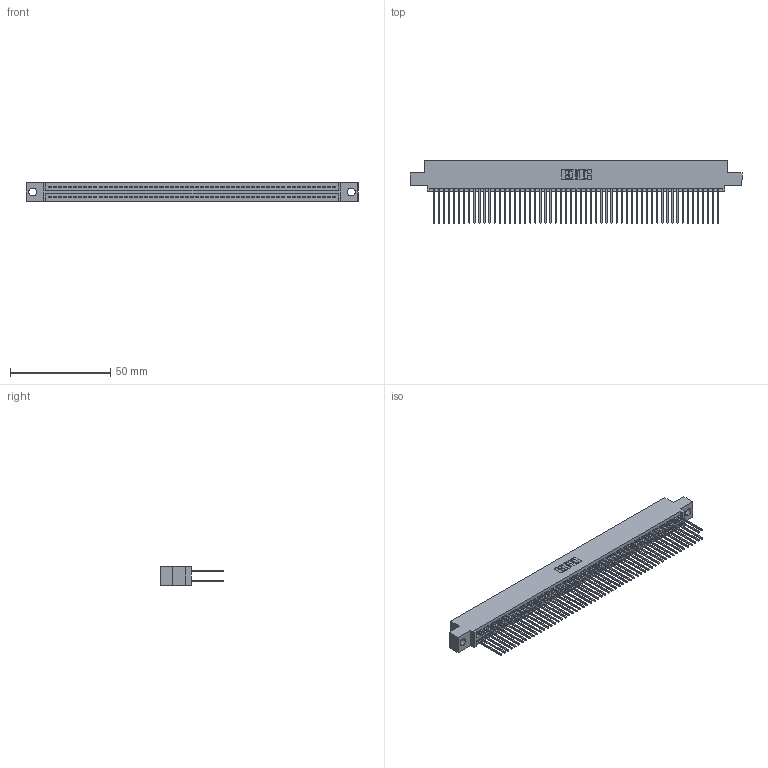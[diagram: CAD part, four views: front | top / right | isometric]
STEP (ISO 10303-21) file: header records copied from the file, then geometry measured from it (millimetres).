
FILE_DESCRIPTION (( 'STEP AP203' ), '1' );
FILE_NAME ('395-114-542-504.STEP', '2021-06-17T18:56:04', ( '' ), ( '' ), 'SwSTEP 2.0', 'SolidWorks 2020', '' );
FILE_SCHEMA (( 'CONFIG_CONTROL_DESIGN' ));
Length unit declared in the file: inch
Products named in the file (3): 345-292-001_345-293-142; 395-114-542-504; 345 Part_0.110 Offset - 0.156 Dia-TI
Assembly tree (115 placements, depth 2):
  395-114-542-504
    345 Part_0.110 Offset - 0.156 Dia-TI
    345-292-001_345-293-142  x114
Bounding box: 165.99 x 31.29 x 9.4 mm (x, y, z)
Volume: 16615.7 mm3; surface area: 27279.2 mm2
Topology: 115 solids, 115 shells, 5844 faces, 17375 edges, 11430 vertices
Faces by surface type: plane 3860, cylinder 1984
Entity records: 43273 total; most frequent: CARTESIAN_POINT 7246, ORIENTED_EDGE 7178, DIRECTION 6369, EDGE_CURVE 3589, VECTOR 3229, LINE 3229, VERTEX_POINT 2390, AXIS2_PLACEMENT_3D 1570
